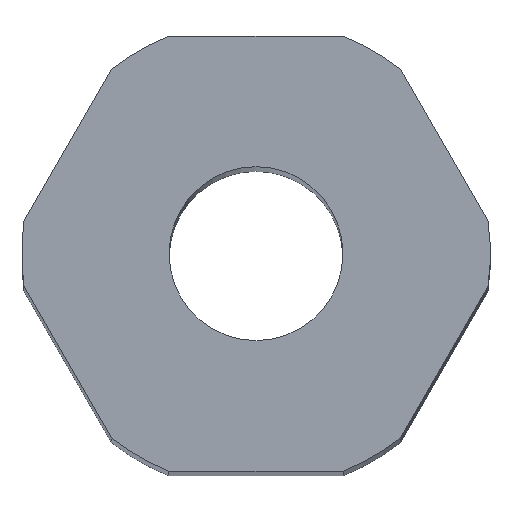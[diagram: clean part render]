
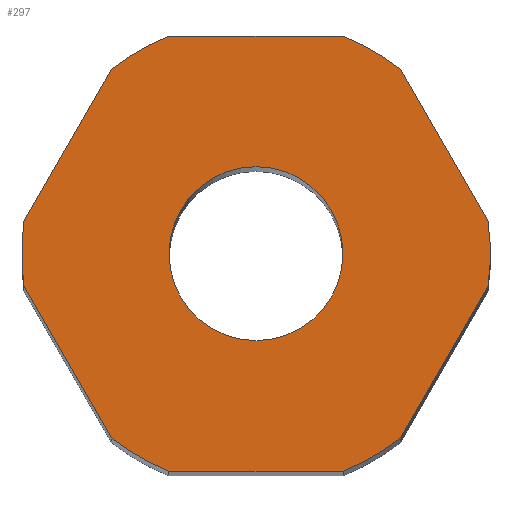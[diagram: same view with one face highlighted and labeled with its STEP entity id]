
A CAD part, top view. The second image highlights one B-rep face of the part: STEP entity #297.
In plain terms, the highlighted planar face has unit normal (0, 0, 1).
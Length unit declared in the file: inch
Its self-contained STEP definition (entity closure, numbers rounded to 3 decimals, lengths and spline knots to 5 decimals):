
#22=FACE_BOUND('',#51,.T.);
#34=FACE_OUTER_BOUND('',#50,.T.);
#50=EDGE_LOOP('',(#237,#238,#239,#240,#241,#242,#243,#244,#245,#246,#247,
#248));
#51=EDGE_LOOP('',(#249));
#62=CIRCLE('',#331,0.27047);
#63=CIRCLE('',#334,0.27047);
#64=CIRCLE('',#337,0.27047);
#65=CIRCLE('',#339,0.10039);
#66=CIRCLE('',#344,0.27047);
#67=CIRCLE('',#345,0.27047);
#68=CIRCLE('',#346,0.27047);
#76=LINE('',#467,#101);
#79=LINE('',#475,#104);
#82=LINE('',#483,#107);
#87=LINE('',#497,#112);
#90=LINE('',#503,#115);
#92=LINE('',#507,#117);
#101=VECTOR('',#377,39.37008);
#104=VECTOR('',#386,39.37008);
#107=VECTOR('',#395,39.37008);
#112=VECTOR('',#410,39.37008);
#115=VECTOR('',#415,39.37008);
#117=VECTOR('',#419,39.37008);
#132=VERTEX_POINT('',#464);
#133=VERTEX_POINT('',#466);
#134=VERTEX_POINT('',#470);
#135=VERTEX_POINT('',#474);
#136=VERTEX_POINT('',#478);
#137=VERTEX_POINT('',#482);
#138=VERTEX_POINT('',#486);
#139=VERTEX_POINT('',#490);
#140=VERTEX_POINT('',#494);
#141=VERTEX_POINT('',#496);
#142=VERTEX_POINT('',#500);
#143=VERTEX_POINT('',#502);
#144=VERTEX_POINT('',#506);
#159=EDGE_CURVE('',#133,#132,#76,.T.);
#161=EDGE_CURVE('',#134,#133,#62,.T.);
#163=EDGE_CURVE('',#135,#134,#79,.T.);
#165=EDGE_CURVE('',#136,#135,#63,.T.);
#167=EDGE_CURVE('',#137,#136,#82,.T.);
#169=EDGE_CURVE('',#138,#137,#64,.T.);
#171=EDGE_CURVE('',#139,#139,#65,.T.);
#174=EDGE_CURVE('',#141,#140,#87,.T.);
#177=EDGE_CURVE('',#143,#142,#90,.T.);
#179=EDGE_CURVE('',#144,#138,#92,.T.);
#181=EDGE_CURVE('',#132,#141,#66,.T.);
#182=EDGE_CURVE('',#140,#143,#67,.T.);
#183=EDGE_CURVE('',#142,#144,#68,.T.);
#237=ORIENTED_EDGE('',*,*,#161,.T.);
#238=ORIENTED_EDGE('',*,*,#159,.T.);
#239=ORIENTED_EDGE('',*,*,#181,.T.);
#240=ORIENTED_EDGE('',*,*,#174,.T.);
#241=ORIENTED_EDGE('',*,*,#182,.T.);
#242=ORIENTED_EDGE('',*,*,#177,.T.);
#243=ORIENTED_EDGE('',*,*,#183,.T.);
#244=ORIENTED_EDGE('',*,*,#179,.T.);
#245=ORIENTED_EDGE('',*,*,#169,.T.);
#246=ORIENTED_EDGE('',*,*,#167,.T.);
#247=ORIENTED_EDGE('',*,*,#165,.T.);
#248=ORIENTED_EDGE('',*,*,#163,.T.);
#249=ORIENTED_EDGE('',*,*,#171,.F.);
#269=PLANE('',#343);
#297=ADVANCED_FACE('',(#34,#22),#269,.T.);
#331=AXIS2_PLACEMENT_3D('',#471,#381,#382);
#334=AXIS2_PLACEMENT_3D('',#479,#390,#391);
#337=AXIS2_PLACEMENT_3D('',#487,#399,#400);
#339=AXIS2_PLACEMENT_3D('',#491,#404,#405);
#343=AXIS2_PLACEMENT_3D('',#509,#421,#422);
#344=AXIS2_PLACEMENT_3D('',#510,#423,#424);
#345=AXIS2_PLACEMENT_3D('',#511,#425,#426);
#346=AXIS2_PLACEMENT_3D('',#512,#427,#428);
#377=DIRECTION('',(-1.,0.,0.));
#381=DIRECTION('center_axis',(0.,0.,1.));
#382=DIRECTION('ref_axis',(1.,0.,0.));
#386=DIRECTION('',(-0.5,0.866,0.));
#390=DIRECTION('center_axis',(0.,0.,1.));
#391=DIRECTION('ref_axis',(1.,0.,0.));
#395=DIRECTION('',(0.5,0.866,0.));
#399=DIRECTION('center_axis',(0.,0.,1.));
#400=DIRECTION('ref_axis',(1.,0.,0.));
#404=DIRECTION('center_axis',(0.,0.,1.));
#405=DIRECTION('ref_axis',(1.,0.,0.));
#410=DIRECTION('',(-0.5,-0.866,0.));
#415=DIRECTION('',(0.5,-0.866,0.));
#419=DIRECTION('',(1.,0.,0.));
#421=DIRECTION('center_axis',(0.,0.,1.));
#422=DIRECTION('ref_axis',(1.,0.,0.));
#423=DIRECTION('center_axis',(0.,0.,1.));
#424=DIRECTION('ref_axis',(1.,0.,0.));
#425=DIRECTION('center_axis',(0.,0.,1.));
#426=DIRECTION('ref_axis',(1.,0.,0.));
#427=DIRECTION('center_axis',(0.,0.,1.));
#428=DIRECTION('ref_axis',(1.,0.,0.));
#464=CARTESIAN_POINT('',(-0.10077,0.251,18.));
#466=CARTESIAN_POINT('',(0.10077,0.251,18.));
#467=CARTESIAN_POINT('',(0.14491,0.251,18.));
#470=CARTESIAN_POINT('',(0.16699,0.21277,18.));
#471=CARTESIAN_POINT('Origin',(0.,0.,18.));
#474=CARTESIAN_POINT('',(0.26776,0.03823,18.));
#475=CARTESIAN_POINT('',(0.28983,0.,18.));
#478=CARTESIAN_POINT('',(0.26776,-0.03823,18.));
#479=CARTESIAN_POINT('Origin',(0.,0.,18.));
#482=CARTESIAN_POINT('',(0.16699,-0.21277,18.));
#483=CARTESIAN_POINT('',(0.14491,-0.251,18.));
#486=CARTESIAN_POINT('',(0.10077,-0.251,18.));
#487=CARTESIAN_POINT('Origin',(0.,0.,18.));
#490=CARTESIAN_POINT('',(-0.10039,0.,18.));
#491=CARTESIAN_POINT('Origin',(0.,0.,18.));
#494=CARTESIAN_POINT('',(-0.26776,0.03823,18.));
#496=CARTESIAN_POINT('',(-0.16699,0.21277,18.));
#497=CARTESIAN_POINT('',(-0.14491,0.251,18.));
#500=CARTESIAN_POINT('',(-0.16699,-0.21277,18.));
#502=CARTESIAN_POINT('',(-0.26776,-0.03823,18.));
#503=CARTESIAN_POINT('',(-0.28983,0.,18.));
#506=CARTESIAN_POINT('',(-0.10077,-0.251,18.));
#507=CARTESIAN_POINT('',(-0.14491,-0.251,18.));
#509=CARTESIAN_POINT('Origin',(0.,0.,18.));
#510=CARTESIAN_POINT('Origin',(0.,0.,18.));
#511=CARTESIAN_POINT('Origin',(0.,0.,18.));
#512=CARTESIAN_POINT('Origin',(0.,0.,18.));
